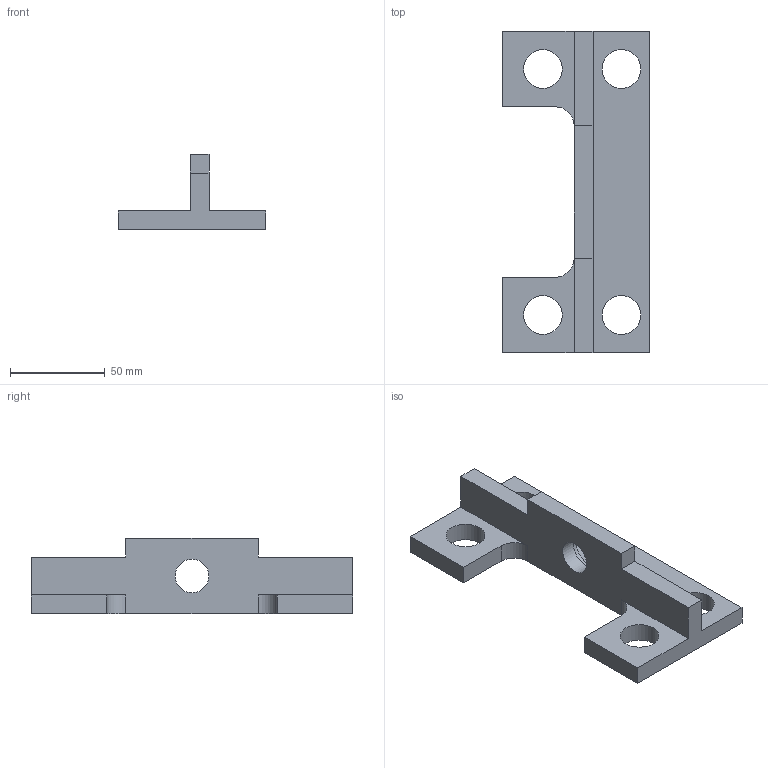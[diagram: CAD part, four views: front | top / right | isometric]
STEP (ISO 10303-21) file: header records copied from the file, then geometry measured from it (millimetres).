
FILE_DESCRIPTION(/* description */ ('Unknown'),/* implementation_level */ '2;1');
FILE_NAME(/* name */ 'support chariot rolling center D70 d60',/* time_stamp */ '2017-12-17T21:56:56+01:00',/* author */ ('Unknown'),/* organization */ ('Unknown'),/* preprocessor_version */ 'ST-DEVELOPER v16.7',/* originating_system */ 'DEX',/* authorisation */ $);
FILE_SCHEMA (('AUTOMOTIVE_DESIGN {1 0 10303 214 3 1 1}'));
Length unit declared in the file: millimetre
Products named in the file (1): support chariot rolling center D70 d60
Bounding box: 78 x 170 x 40 mm (x, y, z)
Volume: 124128.4 mm3; surface area: 34196.3 mm2
Topology: 1 solids, 1 shells, 26 faces, 75 edges, 51 vertices
Faces by surface type: plane 18, cylinder 8
Full cylindrical faces by diameter (mm): 17.835 x2, 20.5 x4
Entity records: 1018 total; most frequent: CARTESIAN_POINT 139, DIRECTION 134, ORIENTED_EDGE 130, EDGE_CURVE 65, LINE 50, VECTOR 50, VERTEX_POINT 47, EDGE_LOOP 42
